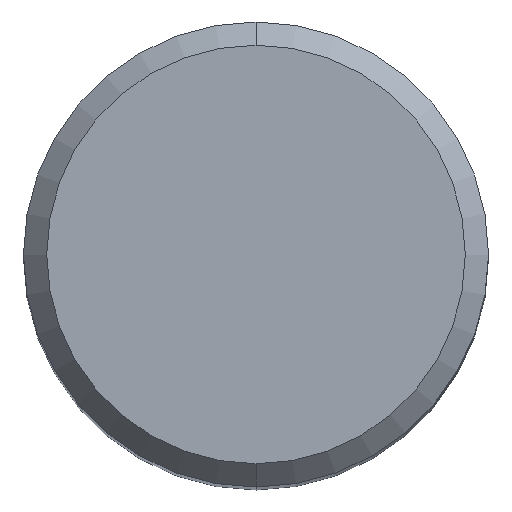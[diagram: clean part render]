
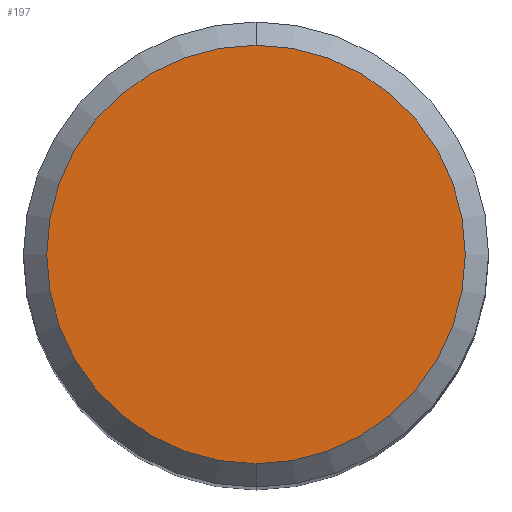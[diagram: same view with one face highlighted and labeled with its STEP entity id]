
A CAD part, top view. The second image highlights one B-rep face of the part: STEP entity #197.
In plain terms, the highlighted planar face has unit normal (0, 0, 1).
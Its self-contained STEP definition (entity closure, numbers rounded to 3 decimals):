
#197=ADVANCED_FACE('',(#490),#491,.T.);
#227=EDGE_CURVE('',#357,#301,#523,.T.);
#301=VERTEX_POINT('',#604);
#323=EDGE_CURVE('',#301,#357,#626,.T.);
#357=VERTEX_POINT('',#667);
#490=FACE_OUTER_BOUND('',#835,.T.);
#491=PLANE('',#836);
#523=CIRCLE('',#893,5.4);
#604=CARTESIAN_POINT('',(0.,-5.4,0.0));
#626=CIRCLE('',#1089,5.4);
#667=CARTESIAN_POINT('',(0.0,5.4,0.0));
#835=EDGE_LOOP('',(#1483,#1484));
#836=AXIS2_PLACEMENT_3D('',#1485,#1486,#1487);
#893=AXIS2_PLACEMENT_3D('',#1521,#1522,#1523);
#1089=AXIS2_PLACEMENT_3D('',#1620,#1621,#1622);
#1483=ORIENTED_EDGE('',*,*,#227,.F.);
#1484=ORIENTED_EDGE('',*,*,#323,.F.);
#1485=CARTESIAN_POINT('',(0.0,2.7,0.0));
#1486=DIRECTION('',(-0.0,0.0,1.0));
#1487=DIRECTION('',(0.0,-1.0,0.0));
#1521=CARTESIAN_POINT('',(0.0,0.0,0.0));
#1522=DIRECTION('',(0.0,0.0,-1.0));
#1523=DIRECTION('',(0.0,1.0,0.0));
#1620=CARTESIAN_POINT('',(0.0,0.0,0.0));
#1621=DIRECTION('',(0.0,0.0,-1.0));
#1622=DIRECTION('',(0.0,1.0,0.0));
